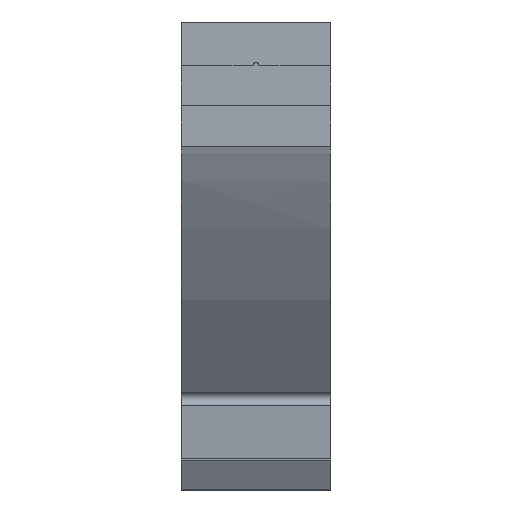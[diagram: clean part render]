
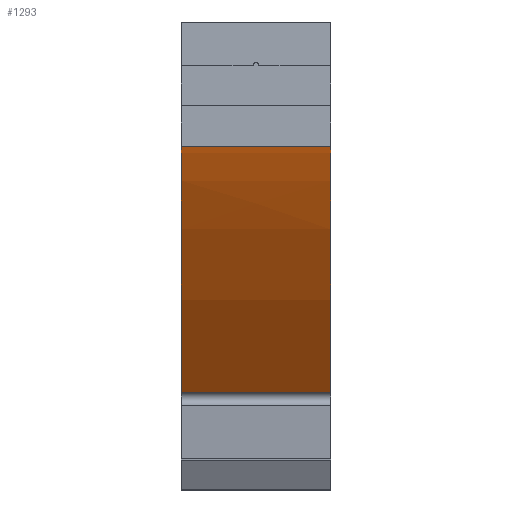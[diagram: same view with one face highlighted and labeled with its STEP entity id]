
A CAD part, left-side view. The second image highlights one B-rep face of the part: STEP entity #1293.
In plain terms, the highlighted face is a extrusion surface.
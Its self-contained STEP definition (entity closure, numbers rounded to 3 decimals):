
#32 = PLANE('',#33);
#33 = AXIS2_PLACEMENT_3D('',#34,#35,#36);
#34 = CARTESIAN_POINT('',(228.883,11.,119.071));
#35 = DIRECTION('',(0.,1.,0.));
#36 = DIRECTION('',(0.,0.,1.));
#113 = VERTEX_POINT('',#114);
#114 = CARTESIAN_POINT('',(427.97,11.,100.112));
#166 = ( BOUNDED_SURFACE() B_SPLINE_SURFACE(6,2,(
    (#167,#168,#169,#170,#171)
    ,(#172,#173,#174,#175,#176)
    ,(#177,#178,#179,#180,#181)
    ,(#182,#183,#184,#185,#186)
    ,(#187,#188,#189,#190,#191)
    ,(#192,#193,#194,#195,#196)
    ,(#197,#198,#199,#200,#201
)),.UNSPECIFIED.,.F.,.F.,.F.) B_SPLINE_SURFACE_WITH_KNOTS((7,7),(3,1,1,3
    ),(0.,22.),(-1.346,0.,22.,23.346),.UNSPECIFIED.) 
GEOMETRIC_REPRESENTATION_ITEM() RATIONAL_B_SPLINE_SURFACE((
    (1.086,1.086,1.086,1.086
      ,1.086)
    ,(1.025,1.025,1.025,1.025
      ,1.025)
    ,(0.995,0.995,0.995,0.995
      ,0.995)
    ,(0.984,0.984,0.984,0.984
      ,0.984)
    ,(0.995,0.995,0.995,0.995
      ,0.995)
    ,(1.025,1.025,1.025,1.025
      ,1.025)
    ,(1.086,1.086,1.086,1.086
,1.086))) REPRESENTATION_ITEM('') SURFACE() );
#167 = CARTESIAN_POINT('',(427.834,12.346,98.2));
#168 = CARTESIAN_POINT('',(427.834,11.673,98.2));
#169 = CARTESIAN_POINT('',(427.834,0.,
    98.2));
#170 = CARTESIAN_POINT('',(427.834,-11.673,98.2));
#171 = CARTESIAN_POINT('',(427.834,-12.346,98.2));
#172 = CARTESIAN_POINT('',(428.276,12.346,98.298));
#173 = CARTESIAN_POINT('',(428.276,11.673,98.298));
#174 = CARTESIAN_POINT('',(428.276,0.,
    98.298));
#175 = CARTESIAN_POINT('',(428.276,-11.673,98.298));
#176 = CARTESIAN_POINT('',(428.276,-12.346,98.298));
#177 = CARTESIAN_POINT('',(428.632,12.346,98.622));
#178 = CARTESIAN_POINT('',(428.632,11.673,98.622));
#179 = CARTESIAN_POINT('',(428.632,0.,
    98.622));
#180 = CARTESIAN_POINT('',(428.632,-11.673,98.622));
#181 = CARTESIAN_POINT('',(428.632,-12.346,98.622));
#182 = CARTESIAN_POINT('',(428.791,12.346,99.093));
#183 = CARTESIAN_POINT('',(428.791,11.673,99.093));
#184 = CARTESIAN_POINT('',(428.791,0.,
    99.093));
#185 = CARTESIAN_POINT('',(428.791,-11.673,99.093));
#186 = CARTESIAN_POINT('',(428.791,-12.346,99.093));
#187 = CARTESIAN_POINT('',(428.7,12.346,99.581));
#188 = CARTESIAN_POINT('',(428.7,11.673,99.581));
#189 = CARTESIAN_POINT('',(428.7,0.,
    99.581));
#190 = CARTESIAN_POINT('',(428.7,-11.673,99.581));
#191 = CARTESIAN_POINT('',(428.7,-12.346,99.581));
#192 = CARTESIAN_POINT('',(428.393,12.346,99.953));
#193 = CARTESIAN_POINT('',(428.393,11.673,99.953));
#194 = CARTESIAN_POINT('',(428.393,0.,
    99.953));
#195 = CARTESIAN_POINT('',(428.393,-11.673,99.953));
#196 = CARTESIAN_POINT('',(428.393,-12.346,99.953));
#197 = CARTESIAN_POINT('',(427.97,12.346,100.112));
#198 = CARTESIAN_POINT('',(427.97,11.673,100.112));
#199 = CARTESIAN_POINT('',(427.97,0.,
    100.112));
#200 = CARTESIAN_POINT('',(427.97,-11.673,100.112));
#201 = CARTESIAN_POINT('',(427.97,-12.346,100.112));
#228 = EDGE_CURVE('',#113,#229,#231,.T.);
#229 = VERTEX_POINT('',#230);
#230 = CARTESIAN_POINT('',(223.,11.,136.351));
#231 = SURFACE_CURVE('',#232,(#236,#243),.PCURVE_S1.);
#232 = B_SPLINE_CURVE_WITH_KNOTS('',2,(#233,#234,#235),.UNSPECIFIED.,.F.
  ,.F.,(3,3),(0.,1.),.PIECEWISE_BEZIER_KNOTS.);
#233 = CARTESIAN_POINT('',(431.099,11.,98.924));
#234 = CARTESIAN_POINT('',(238.222,11.,172.793));
#235 = CARTESIAN_POINT('',(23.113,11.,101.02));
#236 = PCURVE('',#32,#237);
#237 = DEFINITIONAL_REPRESENTATION('',(#238),#242);
#238 = B_SPLINE_CURVE_WITH_KNOTS('',2,(#239,#240,#241),.UNSPECIFIED.,.F.
  ,.F.,(3,3),(0.,1.),.PIECEWISE_BEZIER_KNOTS.);
#239 = CARTESIAN_POINT('',(-20.147,202.216));
#240 = CARTESIAN_POINT('',(53.722,9.339));
#241 = CARTESIAN_POINT('',(-18.051,-205.77));
#242 = ( GEOMETRIC_REPRESENTATION_CONTEXT(2) 
PARAMETRIC_REPRESENTATION_CONTEXT() REPRESENTATION_CONTEXT('2D SPACE',''
  ) );
#243 = PCURVE('',#244,#251);
#244 = SURFACE_OF_LINEAR_EXTRUSION('',#245,#249);
#245 = B_SPLINE_CURVE_WITH_KNOTS('',2,(#246,#247,#248),.UNSPECIFIED.,.F.
  ,.F.,(3,3),(0.,1.),.PIECEWISE_BEZIER_KNOTS.);
#246 = CARTESIAN_POINT('',(431.099,11.,98.924));
#247 = CARTESIAN_POINT('',(238.222,11.,172.793));
#248 = CARTESIAN_POINT('',(23.113,11.,101.02));
#249 = VECTOR('',#250,1.);
#250 = DIRECTION('',(0.,1.,0.));
#251 = DEFINITIONAL_REPRESENTATION('',(#252),#256);
#252 = LINE('',#253,#254);
#253 = CARTESIAN_POINT('',(0.,0.));
#254 = VECTOR('',#255,1.);
#255 = DIRECTION('',(1.,0.));
#256 = ( GEOMETRIC_REPRESENTATION_CONTEXT(2) 
PARAMETRIC_REPRESENTATION_CONTEXT() REPRESENTATION_CONTEXT('2D SPACE',''
  ) );
#274 = PLANE('',#275);
#275 = AXIS2_PLACEMENT_3D('',#276,#277,#278);
#276 = CARTESIAN_POINT('',(223.,-487.246,142.28));
#277 = DIRECTION('',(-1.,0.,0.));
#278 = DIRECTION('',(0.,0.,-1.));
#649 = PLANE('',#650);
#650 = AXIS2_PLACEMENT_3D('',#651,#652,#653);
#651 = CARTESIAN_POINT('',(228.883,-11.,119.071));
#652 = DIRECTION('',(0.,1.,0.));
#653 = DIRECTION('',(0.,0.,1.));
#1246 = VERTEX_POINT('',#1247);
#1247 = CARTESIAN_POINT('',(223.,-11.,136.351));
#1270 = EDGE_CURVE('',#1246,#229,#1271,.T.);
#1271 = SURFACE_CURVE('',#1272,(#1278,#1287),.PCURVE_S1.);
#1272 = B_SPLINE_CURVE_WITH_KNOTS('',4,(#1273,#1274,#1275,#1276,#1277),
  .UNSPECIFIED.,.F.,.F.,(5,5),(0.,1.),.PIECEWISE_BEZIER_KNOTS.);
#1273 = CARTESIAN_POINT('',(223.,-11.,136.351));
#1274 = CARTESIAN_POINT('',(223.,-5.5,136.351));
#1275 = CARTESIAN_POINT('',(223.,0.,136.351));
#1276 = CARTESIAN_POINT('',(223.,5.5,136.351));
#1277 = CARTESIAN_POINT('',(223.,11.,136.351));
#1278 = PCURVE('',#274,#1279);
#1279 = DEFINITIONAL_REPRESENTATION('',(#1280),#1286);
#1280 = B_SPLINE_CURVE_WITH_KNOTS('',4,(#1281,#1282,#1283,#1284,#1285),
  .UNSPECIFIED.,.F.,.F.,(5,5),(0.,1.),.PIECEWISE_BEZIER_KNOTS.);
#1281 = CARTESIAN_POINT('',(5.929,-476.246));
#1282 = CARTESIAN_POINT('',(5.929,-481.746));
#1283 = CARTESIAN_POINT('',(5.929,-487.246));
#1284 = CARTESIAN_POINT('',(5.929,-492.746));
#1285 = CARTESIAN_POINT('',(5.929,-498.246));
#1286 = ( GEOMETRIC_REPRESENTATION_CONTEXT(2) 
PARAMETRIC_REPRESENTATION_CONTEXT() REPRESENTATION_CONTEXT('2D SPACE',''
  ) );
#1287 = PCURVE('',#244,#1288);
#1288 = DEFINITIONAL_REPRESENTATION('',(#1289),#1292);
#1289 = B_SPLINE_CURVE_WITH_KNOTS('',1,(#1290,#1291),.UNSPECIFIED.,.F.,
  .F.,(2,2),(0.,1.),
  .PIECEWISE_BEZIER_KNOTS.);
#1290 = CARTESIAN_POINT('',(0.524,-22.));
#1291 = CARTESIAN_POINT('',(0.524,0.));
#1292 = ( GEOMETRIC_REPRESENTATION_CONTEXT(2) 
PARAMETRIC_REPRESENTATION_CONTEXT() REPRESENTATION_CONTEXT('2D SPACE',''
  ) );
#1293 = ADVANCED_FACE('',(#1294),#244,.T.);
#1294 = FACE_BOUND('',#1295,.T.);
#1295 = EDGE_LOOP('',(#1296,#1297,#1321,#1342));
#1296 = ORIENTED_EDGE('',*,*,#228,.F.);
#1297 = ORIENTED_EDGE('',*,*,#1298,.T.);
#1298 = EDGE_CURVE('',#113,#1299,#1301,.T.);
#1299 = VERTEX_POINT('',#1300);
#1300 = CARTESIAN_POINT('',(427.97,-11.,100.112));
#1301 = SURFACE_CURVE('',#1302,(#1308,#1314),.PCURVE_S1.);
#1302 = B_SPLINE_CURVE_WITH_KNOTS('',2,(#1303,#1304,#1305,#1306,#1307),
  .UNSPECIFIED.,.F.,.F.,(3,1,1,3),(-1.346,0.,22.,
    23.346),.UNSPECIFIED.);
#1303 = CARTESIAN_POINT('',(427.97,12.346,100.112));
#1304 = CARTESIAN_POINT('',(427.97,11.673,100.112));
#1305 = CARTESIAN_POINT('',(427.97,0.,
    100.112));
#1306 = CARTESIAN_POINT('',(427.97,-11.673,100.112));
#1307 = CARTESIAN_POINT('',(427.97,-12.346,100.112));
#1308 = PCURVE('',#244,#1309);
#1309 = DEFINITIONAL_REPRESENTATION('',(#1310),#1313);
#1310 = B_SPLINE_CURVE_WITH_KNOTS('',1,(#1311,#1312),.UNSPECIFIED.,.F.,
  .F.,(2,2),(0.,22.),.PIECEWISE_BEZIER_KNOTS.);
#1311 = CARTESIAN_POINT('',(0.008,0.));
#1312 = CARTESIAN_POINT('',(0.008,-22.));
#1313 = ( GEOMETRIC_REPRESENTATION_CONTEXT(2) 
PARAMETRIC_REPRESENTATION_CONTEXT() REPRESENTATION_CONTEXT('2D SPACE',''
  ) );
#1314 = PCURVE('',#166,#1315);
#1315 = DEFINITIONAL_REPRESENTATION('',(#1316),#1320);
#1316 = LINE('',#1317,#1318);
#1317 = CARTESIAN_POINT('',(22.,0.));
#1318 = VECTOR('',#1319,1.);
#1319 = DIRECTION('',(0.,1.));
#1320 = ( GEOMETRIC_REPRESENTATION_CONTEXT(2) 
PARAMETRIC_REPRESENTATION_CONTEXT() REPRESENTATION_CONTEXT('2D SPACE',''
  ) );
#1321 = ORIENTED_EDGE('',*,*,#1322,.T.);
#1322 = EDGE_CURVE('',#1299,#1246,#1323,.T.);
#1323 = SURFACE_CURVE('',#1324,(#1328,#1335),.PCURVE_S1.);
#1324 = B_SPLINE_CURVE_WITH_KNOTS('',2,(#1325,#1326,#1327),
  .UNSPECIFIED.,.F.,.F.,(3,3),(0.,1.),.PIECEWISE_BEZIER_KNOTS.);
#1325 = CARTESIAN_POINT('',(431.099,-11.,98.924));
#1326 = CARTESIAN_POINT('',(238.222,-11.,172.793));
#1327 = CARTESIAN_POINT('',(23.113,-11.,101.02));
#1328 = PCURVE('',#244,#1329);
#1329 = DEFINITIONAL_REPRESENTATION('',(#1330),#1334);
#1330 = LINE('',#1331,#1332);
#1331 = CARTESIAN_POINT('',(0.,-22.));
#1332 = VECTOR('',#1333,1.);
#1333 = DIRECTION('',(1.,0.));
#1334 = ( GEOMETRIC_REPRESENTATION_CONTEXT(2) 
PARAMETRIC_REPRESENTATION_CONTEXT() REPRESENTATION_CONTEXT('2D SPACE',''
  ) );
#1335 = PCURVE('',#649,#1336);
#1336 = DEFINITIONAL_REPRESENTATION('',(#1337),#1341);
#1337 = B_SPLINE_CURVE_WITH_KNOTS('',2,(#1338,#1339,#1340),
  .UNSPECIFIED.,.F.,.F.,(3,3),(0.,1.),.PIECEWISE_BEZIER_KNOTS.);
#1338 = CARTESIAN_POINT('',(-20.147,202.216));
#1339 = CARTESIAN_POINT('',(53.722,9.339));
#1340 = CARTESIAN_POINT('',(-18.051,-205.77));
#1341 = ( GEOMETRIC_REPRESENTATION_CONTEXT(2) 
PARAMETRIC_REPRESENTATION_CONTEXT() REPRESENTATION_CONTEXT('2D SPACE',''
  ) );
#1342 = ORIENTED_EDGE('',*,*,#1270,.T.);
